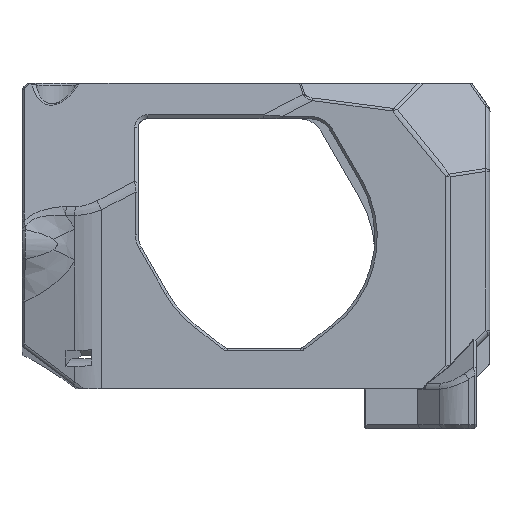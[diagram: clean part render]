
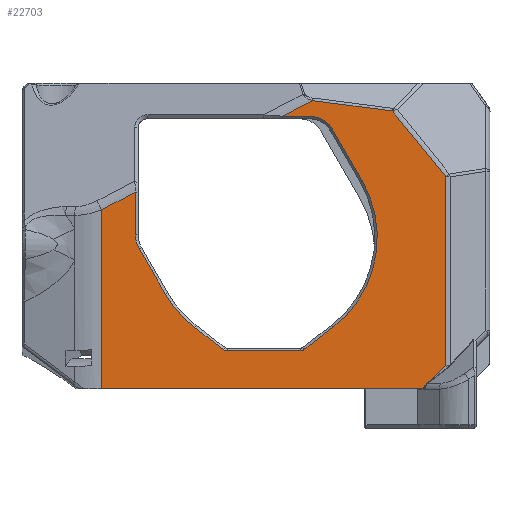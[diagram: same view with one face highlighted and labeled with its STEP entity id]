
A CAD part, left-side view. The second image highlights one B-rep face of the part: STEP entity #22703.
In plain terms, the highlighted planar face has unit normal (-1, 0, 0).
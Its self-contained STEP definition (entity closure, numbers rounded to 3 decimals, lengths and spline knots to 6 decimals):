
#2266=CIRCLE('',#24205,0.003302);
#2267=CIRCLE('',#24206,0.013552);
#2268=CIRCLE('',#24207,0.000702);
#2269=CIRCLE('',#24208,0.000702);
#2270=CIRCLE('',#24209,0.013552);
#2271=CIRCLE('',#24210,0.003302);
#3337=ORIENTED_EDGE('',*,*,#10538,.T.);
#3338=ORIENTED_EDGE('',*,*,#10539,.T.);
#3339=ORIENTED_EDGE('',*,*,#10540,.T.);
#3340=ORIENTED_EDGE('',*,*,#10541,.T.);
#3341=ORIENTED_EDGE('',*,*,#10542,.T.);
#3342=ORIENTED_EDGE('',*,*,#10543,.T.);
#3343=ORIENTED_EDGE('',*,*,#10544,.T.);
#3344=ORIENTED_EDGE('',*,*,#10545,.T.);
#3345=ORIENTED_EDGE('',*,*,#10546,.T.);
#3346=ORIENTED_EDGE('',*,*,#10547,.T.);
#3347=ORIENTED_EDGE('',*,*,#10548,.T.);
#3348=ORIENTED_EDGE('',*,*,#10549,.T.);
#3349=ORIENTED_EDGE('',*,*,#10550,.T.);
#3350=ORIENTED_EDGE('',*,*,#10551,.T.);
#3351=ORIENTED_EDGE('',*,*,#10552,.T.);
#3352=ORIENTED_EDGE('',*,*,#10553,.T.);
#3353=ORIENTED_EDGE('',*,*,#10554,.T.);
#3354=ORIENTED_EDGE('',*,*,#10555,.T.);
#3355=ORIENTED_EDGE('',*,*,#10556,.F.);
#3356=ORIENTED_EDGE('',*,*,#10557,.T.);
#3357=ORIENTED_EDGE('',*,*,#10558,.T.);
#10538=EDGE_CURVE('',#14136,#14137,#16338,.T.);
#10539=EDGE_CURVE('',#14137,#14138,#16339,.T.);
#10540=EDGE_CURVE('',#14138,#14139,#16340,.F.);
#10541=EDGE_CURVE('',#14139,#14140,#16341,.T.);
#10542=EDGE_CURVE('',#14140,#14141,#2266,.T.);
#10543=EDGE_CURVE('',#14141,#14142,#16342,.T.);
#10544=EDGE_CURVE('',#14142,#14143,#2267,.T.);
#10545=EDGE_CURVE('',#14143,#14144,#16343,.T.);
#10546=EDGE_CURVE('',#14144,#14145,#2268,.T.);
#10547=EDGE_CURVE('',#14145,#14146,#16344,.T.);
#10548=EDGE_CURVE('',#14146,#14147,#2269,.T.);
#10549=EDGE_CURVE('',#14147,#14148,#16345,.T.);
#10550=EDGE_CURVE('',#14148,#14149,#2270,.T.);
#10551=EDGE_CURVE('',#14149,#14150,#16346,.T.);
#10552=EDGE_CURVE('',#14150,#14151,#2271,.T.);
#10553=EDGE_CURVE('',#14151,#14152,#16347,.T.);
#10554=EDGE_CURVE('',#14152,#14153,#16348,.F.);
#10555=EDGE_CURVE('',#14153,#14154,#16349,.F.);
#10556=EDGE_CURVE('',#14155,#14154,#16350,.T.);
#10557=EDGE_CURVE('',#14155,#14156,#16351,.T.);
#10558=EDGE_CURVE('',#14156,#14136,#16352,.T.);
#14136=VERTEX_POINT('',#31560);
#14137=VERTEX_POINT('',#31561);
#14138=VERTEX_POINT('',#31563);
#14139=VERTEX_POINT('',#31565);
#14140=VERTEX_POINT('',#31567);
#14141=VERTEX_POINT('',#31569);
#14142=VERTEX_POINT('',#31571);
#14143=VERTEX_POINT('',#31573);
#14144=VERTEX_POINT('',#31575);
#14145=VERTEX_POINT('',#31577);
#14146=VERTEX_POINT('',#31579);
#14147=VERTEX_POINT('',#31581);
#14148=VERTEX_POINT('',#31583);
#14149=VERTEX_POINT('',#31585);
#14150=VERTEX_POINT('',#31587);
#14151=VERTEX_POINT('',#31589);
#14152=VERTEX_POINT('',#31591);
#14153=VERTEX_POINT('',#31593);
#14154=VERTEX_POINT('',#31595);
#14155=VERTEX_POINT('',#31597);
#14156=VERTEX_POINT('',#31599);
#16338=LINE('',#31559,#17746);
#16339=LINE('',#31562,#17747);
#16340=LINE('',#31564,#17748);
#16341=LINE('',#31566,#17749);
#16342=LINE('',#31570,#17750);
#16343=LINE('',#31574,#17751);
#16344=LINE('',#31578,#17752);
#16345=LINE('',#31582,#17753);
#16346=LINE('',#31586,#17754);
#16347=LINE('',#31590,#17755);
#16348=LINE('',#31592,#17756);
#16349=LINE('',#31594,#17757);
#16350=LINE('',#31596,#17758);
#16351=LINE('',#31598,#17759);
#16352=LINE('',#31600,#17760);
#17746=VECTOR('',#26218,1.);
#17747=VECTOR('',#26219,1.);
#17748=VECTOR('',#26220,1.);
#17749=VECTOR('',#26221,1.);
#17750=VECTOR('',#26224,1.);
#17751=VECTOR('',#26227,1.);
#17752=VECTOR('',#26230,1.);
#17753=VECTOR('',#26233,1.);
#17754=VECTOR('',#26236,1.);
#17755=VECTOR('',#26239,1.);
#17756=VECTOR('',#26240,1.);
#17757=VECTOR('',#26241,1.);
#17758=VECTOR('',#26242,1.);
#17759=VECTOR('',#26243,1.);
#17760=VECTOR('',#26244,1.);
#19078=EDGE_LOOP('',(#3337,#3338,#3339,#3340,#3341,#3342,#3343,#3344,#3345,
#3346,#3347,#3348,#3349,#3350,#3351,#3352,#3353,#3354,#3355,#3356,#3357));
#20664=FACE_BOUND('',#19078,.T.);
#22245=PLANE('',#24204);
#22703=ADVANCED_FACE('',(#20664),#22245,.F.);
#24204=AXIS2_PLACEMENT_3D('',#31558,#26216,#26217);
#24205=AXIS2_PLACEMENT_3D('',#31568,#26222,#26223);
#24206=AXIS2_PLACEMENT_3D('',#31572,#26225,#26226);
#24207=AXIS2_PLACEMENT_3D('',#31576,#26228,#26229);
#24208=AXIS2_PLACEMENT_3D('',#31580,#26231,#26232);
#24209=AXIS2_PLACEMENT_3D('',#31584,#26234,#26235);
#24210=AXIS2_PLACEMENT_3D('',#31588,#26237,#26238);
#26216=DIRECTION('',(1.,0.,0.));
#26217=DIRECTION('',(0.,1.,0.));
#26218=DIRECTION('',(0.,0.63,0.776));
#26219=DIRECTION('',(0.,0.992,0.128));
#26220=DIRECTION('',(0.,-0.889,0.459));
#26221=DIRECTION('',(0.,-1.,0.));
#26222=DIRECTION('',(1.,0.,0.));
#26223=DIRECTION('',(0.,0.,-1.));
#26224=DIRECTION('',(0.,-0.5,-0.866));
#26225=DIRECTION('',(1.,0.,0.));
#26226=DIRECTION('',(0.,0.,-1.));
#26227=DIRECTION('',(0.,0.793,-0.609));
#26228=DIRECTION('',(1.,0.,0.));
#26229=DIRECTION('',(0.,0.,-1.));
#26230=DIRECTION('',(0.,1.,0.));
#26231=DIRECTION('',(1.,0.,0.));
#26232=DIRECTION('',(0.,0.,-1.));
#26233=DIRECTION('',(0.,0.793,0.609));
#26234=DIRECTION('',(1.,0.,0.));
#26235=DIRECTION('',(0.,0.,-1.));
#26236=DIRECTION('',(0.,0.5,0.866));
#26237=DIRECTION('',(1.,0.,0.));
#26238=DIRECTION('',(0.,0.,-1.));
#26239=DIRECTION('',(0.,0.,1.));
#26240=DIRECTION('',(0.,-0.889,0.459));
#26241=DIRECTION('',(0.,0.,1.));
#26242=DIRECTION('',(0.,1.,0.));
#26243=DIRECTION('',(0.,-0.707,0.707));
#26244=DIRECTION('',(0.,0.,1.));
#31558=CARTESIAN_POINT('',(-0.0265,-0.01485,0.017333));
#31559=CARTESIAN_POINT('',(-0.0265,-0.032934,0.032014));
#31560=CARTESIAN_POINT('',(-0.0265,-0.054582,0.005348));
#31561=CARTESIAN_POINT('',(-0.0265,-0.048189,0.013223));
#31562=CARTESIAN_POINT('',(-0.0265,-0.038947,0.014416));
#31563=CARTESIAN_POINT('',(-0.0265,-0.03869,0.014449));
#31564=CARTESIAN_POINT('',(-0.0265,-0.03337,0.011701));
#31565=CARTESIAN_POINT('',(-0.0265,-0.035099,0.012594));
#31566=CARTESIAN_POINT('',(-0.0265,-0.01485,0.012594));
#31567=CARTESIAN_POINT('',(-0.0265,-0.038248,0.012594));
#31568=CARTESIAN_POINT('',(-0.0265,-0.038248,0.009293));
#31569=CARTESIAN_POINT('',(-0.0265,-0.041108,0.010943));
#31570=CARTESIAN_POINT('',(-0.0265,-0.044586,0.004918));
#31571=CARTESIAN_POINT('',(-0.0265,-0.044586,0.004918));
#31572=CARTESIAN_POINT('',(-0.0265,-0.03285,-0.001857));
#31573=CARTESIAN_POINT('',(-0.0265,-0.0411,-0.012609));
#31574=CARTESIAN_POINT('',(-0.0265,-0.039038,-0.01419));
#31575=CARTESIAN_POINT('',(-0.0265,-0.037639,-0.015264));
#31576=CARTESIAN_POINT('',(-0.0265,-0.037212,-0.014707));
#31577=CARTESIAN_POINT('',(-0.0265,-0.037212,-0.015409));
#31578=CARTESIAN_POINT('',(-0.0265,-0.01485,-0.015409));
#31579=CARTESIAN_POINT('',(-0.0265,-0.028488,-0.015409));
#31580=CARTESIAN_POINT('',(-0.0265,-0.028488,-0.014707));
#31581=CARTESIAN_POINT('',(-0.0265,-0.028061,-0.015264));
#31582=CARTESIAN_POINT('',(-0.0265,-0.004003,0.003196));
#31583=CARTESIAN_POINT('',(-0.0265,-0.0246,-0.012609));
#31584=CARTESIAN_POINT('',(-0.0265,-0.03285,-0.001857));
#31585=CARTESIAN_POINT('',(-0.0265,-0.021114,-0.008633));
#31586=CARTESIAN_POINT('',(-0.0265,-0.008304,0.013554));
#31587=CARTESIAN_POINT('',(-0.0265,-0.017991,-0.003224));
#31588=CARTESIAN_POINT('',(-0.0265,-0.02085,-0.001573));
#31589=CARTESIAN_POINT('',(-0.0265,-0.017548,-0.001573));
#31590=CARTESIAN_POINT('',(-0.0265,-0.017548,0.003686));
#31591=CARTESIAN_POINT('',(-0.0265,-0.017548,0.003531));
#31592=CARTESIAN_POINT('',(-0.0265,-0.013797,0.001593));
#31593=CARTESIAN_POINT('',(-0.0265,-0.013491,0.001435));
#31594=CARTESIAN_POINT('',(-0.0265,-0.013491,0.017333));
#31595=CARTESIAN_POINT('',(-0.0265,-0.013491,-0.019957));
#31596=CARTESIAN_POINT('',(-0.0265,-0.01785,-0.019957));
#31597=CARTESIAN_POINT('',(-0.0265,-0.051836,-0.019957));
#31598=CARTESIAN_POINT('',(-0.0265,-0.054143,-0.01765));
#31599=CARTESIAN_POINT('',(-0.0265,-0.054582,-0.017211));
#31600=CARTESIAN_POINT('',(-0.0265,-0.054582,0.017333));
